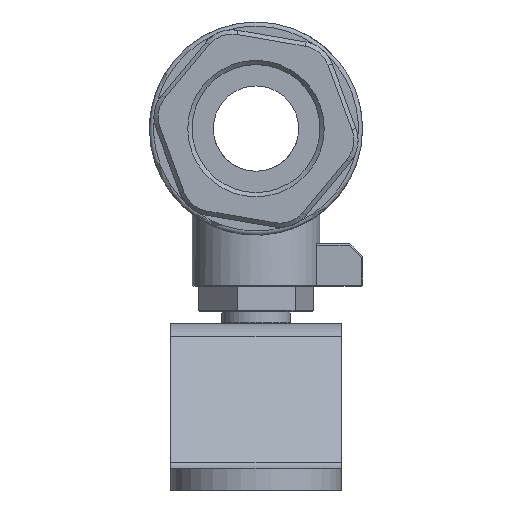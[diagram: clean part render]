
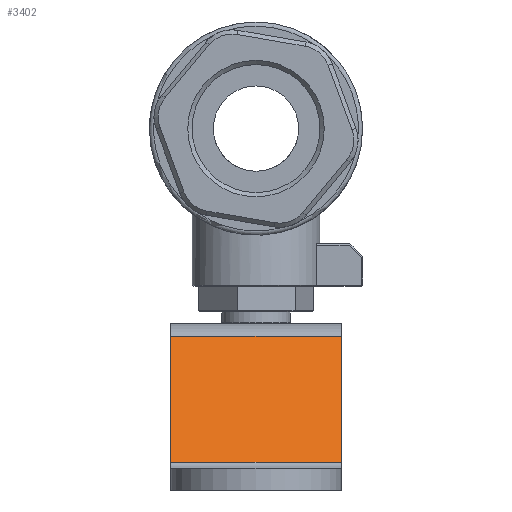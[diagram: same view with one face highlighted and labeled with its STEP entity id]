
A CAD part, front view. The second image highlights one B-rep face of the part: STEP entity #3402.
In plain terms, the highlighted face is planar.
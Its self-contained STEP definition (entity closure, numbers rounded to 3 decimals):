
#224=PLANE('',#3779);
#445=FACE_OUTER_BOUND('',#668,.T.);
#668=EDGE_LOOP('',(#2888,#2889,#2890,#2891));
#948=LINE('',#5835,#1192);
#949=LINE('',#5839,#1193);
#950=LINE('',#5841,#1194);
#951=LINE('',#5842,#1195);
#1192=VECTOR('',#4670,10.);
#1193=VECTOR('',#4675,10.);
#1194=VECTOR('',#4676,10.);
#1195=VECTOR('',#4677,10.);
#1625=VERTEX_POINT('',#5832);
#1626=VERTEX_POINT('',#5834);
#1627=VERTEX_POINT('',#5838);
#1628=VERTEX_POINT('',#5840);
#2065=EDGE_CURVE('',#1626,#1625,#948,.T.);
#2067=EDGE_CURVE('',#1625,#1627,#949,.T.);
#2068=EDGE_CURVE('',#1627,#1628,#950,.T.);
#2069=EDGE_CURVE('',#1628,#1626,#951,.T.);
#2888=ORIENTED_EDGE('',*,*,#2065,.T.);
#2889=ORIENTED_EDGE('',*,*,#2067,.T.);
#2890=ORIENTED_EDGE('',*,*,#2068,.T.);
#2891=ORIENTED_EDGE('',*,*,#2069,.T.);
#3402=ADVANCED_FACE('',(#445),#224,.F.);
#3779=AXIS2_PLACEMENT_3D('',#5837,#4673,#4674);
#4670=DIRECTION('',(0.,-1.,0.));
#4673=DIRECTION('center_axis',(-0.707,0.,-0.707));
#4674=DIRECTION('ref_axis',(-0.707,0.,0.707));
#4675=DIRECTION('',(0.707,0.,-0.707));
#4676=DIRECTION('',(0.,1.,0.));
#4677=DIRECTION('',(-0.707,0.,0.707));
#5832=CARTESIAN_POINT('',(31.464,-10.,-1.464));
#5834=CARTESIAN_POINT('',(31.464,10.,-1.464));
#5835=CARTESIAN_POINT('',(31.464,0.,-1.464));
#5837=CARTESIAN_POINT('Origin',(46.971,0.,-16.971));
#5838=CARTESIAN_POINT('',(46.238,-10.,-16.238));
#5839=CARTESIAN_POINT('',(30.,-10.,0.));
#5840=CARTESIAN_POINT('',(46.238,10.,-16.238));
#5841=CARTESIAN_POINT('',(46.238,0.,-16.238));
#5842=CARTESIAN_POINT('',(30.,10.,0.));
